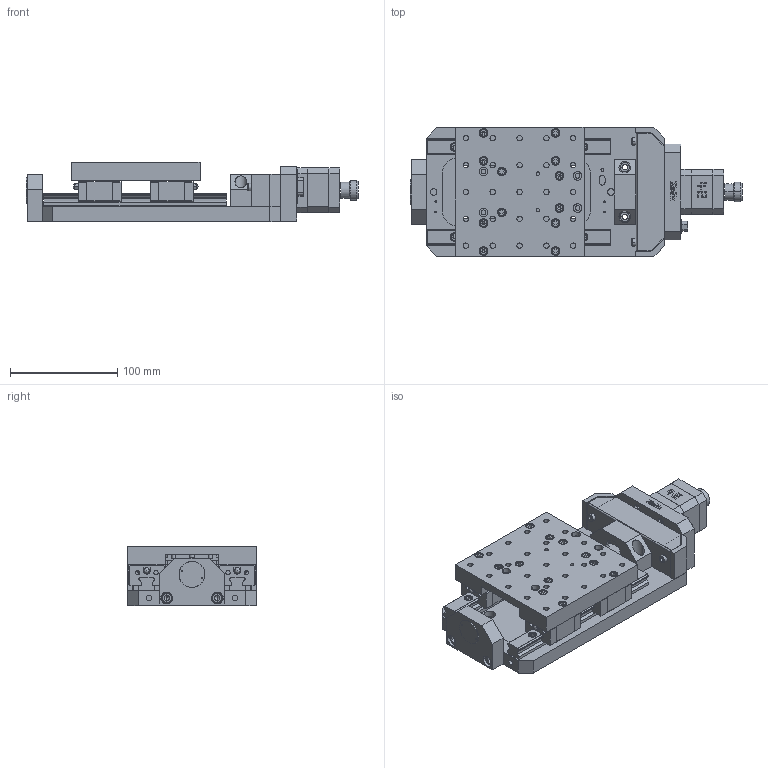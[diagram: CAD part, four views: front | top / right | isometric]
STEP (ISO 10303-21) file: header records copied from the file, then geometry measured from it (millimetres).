
FILE_DESCRIPTION (( 'STEP AP203' ), '1' );
FILE_NAME ('TSA50-B.step', '2019-05-06T08:37:50', ( '' ), ( '' ), 'SwSTEP 2.0', 'SolidWorks 2017', '' );
FILE_SCHEMA (( 'CONFIG_CONTROL_DESIGN' ));
Length unit declared in the file: millimetre
Products named in the file (1): TSA50-B
Bounding box: 309 x 120 x 55 mm (x, y, z)
Surface area: 185214.9 mm2 (no closed solid volume)
Topology: 0 solids, 79 shells, 952 faces, 3596 edges, 2641 vertices
Faces by surface type: plane 547, cylinder 297, torus 57, cone 46, bspline 5
Entity records: 38485 total; most frequent: CARTESIAN_POINT 7827, DIRECTION 6548, ORIENTED_EDGE 5411, EDGE_CURVE 3566, VERTEX_POINT 2641, LINE 2400, VECTOR 2400, AXIS2_PLACEMENT_3D 2074
